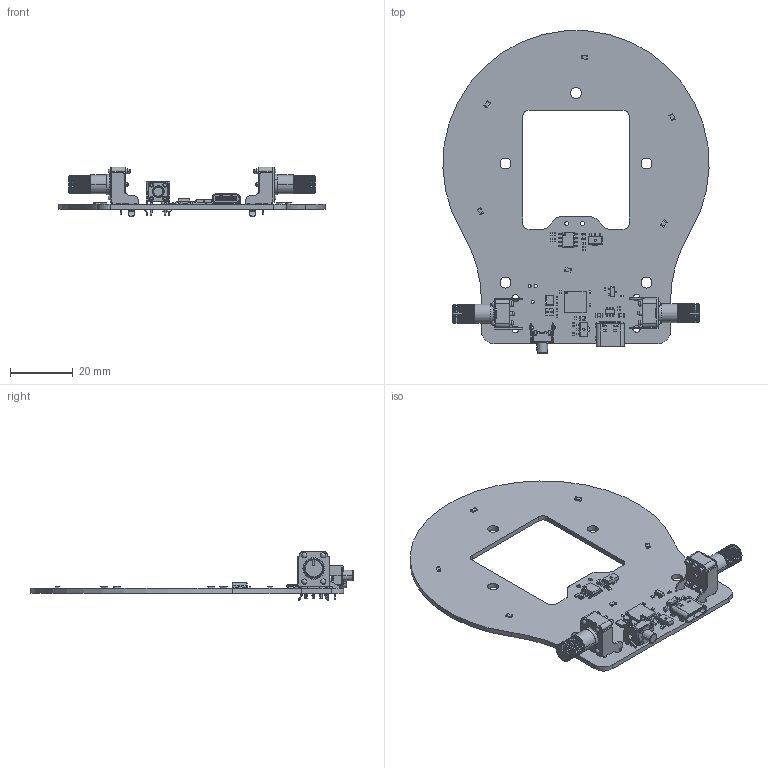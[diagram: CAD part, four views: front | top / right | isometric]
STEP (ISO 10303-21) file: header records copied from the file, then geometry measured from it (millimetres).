
FILE_DESCRIPTION(('KiCad electronic assembly'),'2;1');
FILE_NAME('illuminator-pcb.step','2024-03-22T20:48:07',('Pcbnew'),( 'Kicad'),'Open CASCADE STEP processor 7.7','KiCad to STEP converter' ,'Unknown');
FILE_SCHEMA(('AUTOMOTIVE_DESIGN { 1 0 10303 214 1 1 1 1 }'));
Length unit declared in the file: millimetre
Products named in the file (30): illuminator-pcb 1; C_0402_1005Metric; SOT-23; SOT_23; R_0805_2012Metric; R_0402_1005Metric; C_0805_2012Metric; SOIC-8_3.9x4.9mm_P1.27mm; SOIC_8_39x49mm_P127mm; HRO  TYPE-C-31-M-12; TYPE-C-31-M-12; SOT-23-6; SOT_23_6; rk09k1110a0j; PinHeader_1x02_P1.27mm_Vertical; PinHeader_1x02_P127mm_Vertical; QFN-48-1EP_7x7mm_P0.5mm_EP5.15x5.15mm; QFN-48-1EP_7x7mm_Pitch0.5mm; SOT-89-3; CQ assembly; Crystal_SMD_3225-4Pin_3.2x2.5mm; skhhlua010; illuminator_PCB
Assembly tree (58 placements, depth 3):
  illuminator-pcb 1
    C_0402_1005Metric  x13
      C_0402_1005Metric
    SOT-23
      SOT_23
    R_0805_2012Metric  x6
      R_0805_2012Metric
    R_0402_1005Metric  x8
      R_0402_1005Metric
    C_0805_2012Metric  x4
      C_0805_2012Metric
    SOIC-8_3.9x4.9mm_P1.27mm
      SOIC_8_39x49mm_P127mm
    HRO  TYPE-C-31-M-12
      TYPE-C-31-M-12
    SOT-23-6
      SOT_23_6
    rk09k1110a0j  x2
      rk09k1110a0j
    PinHeader_1x02_P1.27mm_Vertical
      PinHeader_1x02_P127mm_Vertical
    QFN-48-1EP_7x7mm_P0.5mm_EP5.15x5.15mm
      QFN-48-1EP_7x7mm_Pitch0.5mm
    SOT-89-3  x2
      CQ assembly
    Crystal_SMD_3225-4Pin_3.2x2.5mm
      Crystal_SMD_3225-4Pin_3.2x2.5mm
    skhhlua010
      skhhlua010
    illuminator_PCB
Bounding box: 84.94 x 102.89 x 15.8 mm (x, y, z)
Volume: 11194.7 mm3; surface area: 15729.9 mm2
Topology: 93 solids, 97 shells, 3366 faces, 8794 edges, 5698 vertices
Faces by surface type: plane 2219, cylinder 944, bspline 89, cone 72, sphere 20, torus 18, revolution 4
Full cylindrical faces by diameter (mm): 0.5 x1, 0.6 x1, 0.65 x4, 0.7 x2, 0.991 x3, 1.1 x6, 1.2 x2, 1.3 x2, 1.4 x2, 3.5 x5
Entity records: 79798 total; most frequent: CARTESIAN_POINT 13012, ORIENTED_EDGE 11790, DIRECTION 11288, EDGE_CURVE 5895, LINE 4446, VECTOR 4446, VERTEX_POINT 3807, AXIS2_PLACEMENT_3D 3419
